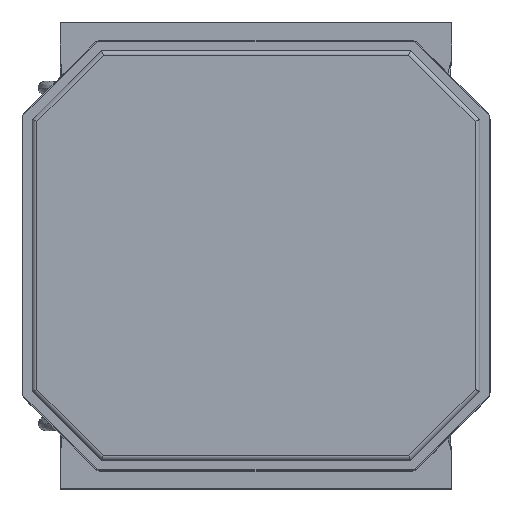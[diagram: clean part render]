
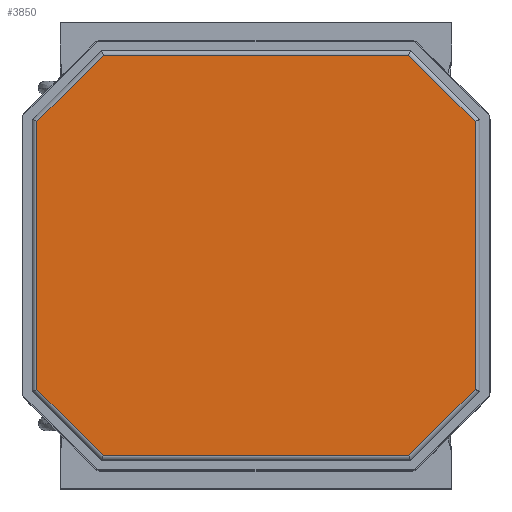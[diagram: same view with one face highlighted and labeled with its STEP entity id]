
A CAD part, top view. The second image highlights one B-rep face of the part: STEP entity #3850.
In plain terms, the highlighted planar face has unit normal (0, 0, 1).
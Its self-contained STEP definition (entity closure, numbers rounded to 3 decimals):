
#3850 = ADVANCED_FACE('',(#3851),#3917,.F.);
#3851 = FACE_BOUND('',#3852,.T.);
#3852 = EDGE_LOOP('',(#3853,#3863,#3871,#3879,#3887,#3895,#3903,#3911));
#3853 = ORIENTED_EDGE('',*,*,#3854,.T.);
#3854 = EDGE_CURVE('',#3855,#3857,#3859,.T.);
#3855 = VERTEX_POINT('',#3856);
#3856 = CARTESIAN_POINT('',(-1.638,-2.15,3.439));
#3857 = VERTEX_POINT('',#3858);
#3858 = CARTESIAN_POINT('',(1.638,-2.15,3.439));
#3859 = LINE('',#3860,#3861);
#3860 = CARTESIAN_POINT('',(1.659,-2.15,3.439));
#3861 = VECTOR('',#3862,1.);
#3862 = DIRECTION('',(1.,0.,0.));
#3863 = ORIENTED_EDGE('',*,*,#3864,.T.);
#3864 = EDGE_CURVE('',#3857,#3865,#3867,.T.);
#3865 = VERTEX_POINT('',#3866);
#3866 = CARTESIAN_POINT('',(2.35,-1.438,
    3.439));
#3867 = LINE('',#3868,#3869);
#3868 = CARTESIAN_POINT('',(2.365,-1.423,
    3.439));
#3869 = VECTOR('',#3870,1.);
#3870 = DIRECTION('',(0.707,0.707,0.)
  );
#3871 = ORIENTED_EDGE('',*,*,#3872,.T.);
#3872 = EDGE_CURVE('',#3865,#3873,#3875,.T.);
#3873 = VERTEX_POINT('',#3874);
#3874 = CARTESIAN_POINT('',(2.35,1.438,3.439
    ));
#3875 = LINE('',#3876,#3877);
#3876 = CARTESIAN_POINT('',(2.35,1.459,3.439
    ));
#3877 = VECTOR('',#3878,1.);
#3878 = DIRECTION('',(0.,1.,0.));
#3879 = ORIENTED_EDGE('',*,*,#3880,.T.);
#3880 = EDGE_CURVE('',#3873,#3881,#3883,.T.);
#3881 = VERTEX_POINT('',#3882);
#3882 = CARTESIAN_POINT('',(1.638,2.15,3.439));
#3883 = LINE('',#3884,#3885);
#3884 = CARTESIAN_POINT('',(1.623,2.165,3.439
    ));
#3885 = VECTOR('',#3886,1.);
#3886 = DIRECTION('',(-0.707,0.707,0.));
#3887 = ORIENTED_EDGE('',*,*,#3888,.T.);
#3888 = EDGE_CURVE('',#3881,#3889,#3891,.T.);
#3889 = VERTEX_POINT('',#3890);
#3890 = CARTESIAN_POINT('',(-1.638,2.15,3.439));
#3891 = LINE('',#3892,#3893);
#3892 = CARTESIAN_POINT('',(-1.659,2.15,3.439));
#3893 = VECTOR('',#3894,1.);
#3894 = DIRECTION('',(-1.,0.,0.));
#3895 = ORIENTED_EDGE('',*,*,#3896,.T.);
#3896 = EDGE_CURVE('',#3889,#3897,#3899,.T.);
#3897 = VERTEX_POINT('',#3898);
#3898 = CARTESIAN_POINT('',(-2.35,1.438,
    3.439));
#3899 = LINE('',#3900,#3901);
#3900 = CARTESIAN_POINT('',(-2.365,1.423,
    3.439));
#3901 = VECTOR('',#3902,1.);
#3902 = DIRECTION('',(-0.707,-0.707,
    0.));
#3903 = ORIENTED_EDGE('',*,*,#3904,.T.);
#3904 = EDGE_CURVE('',#3897,#3905,#3907,.T.);
#3905 = VERTEX_POINT('',#3906);
#3906 = CARTESIAN_POINT('',(-2.35,-1.438,
    3.439));
#3907 = LINE('',#3908,#3909);
#3908 = CARTESIAN_POINT('',(-2.35,-1.459,
    3.439));
#3909 = VECTOR('',#3910,1.);
#3910 = DIRECTION('',(0.,-1.,0.));
#3911 = ORIENTED_EDGE('',*,*,#3912,.T.);
#3912 = EDGE_CURVE('',#3905,#3855,#3913,.T.);
#3913 = LINE('',#3914,#3915);
#3914 = CARTESIAN_POINT('',(-1.623,-2.165,
    3.439));
#3915 = VECTOR('',#3916,1.);
#3916 = DIRECTION('',(0.707,-0.707,0.));
#3917 = PLANE('',#3918);
#3918 = AXIS2_PLACEMENT_3D('',#3919,#3920,#3921);
#3919 = CARTESIAN_POINT('',(2.5,2.3,3.439));
#3920 = DIRECTION('',(0.,0.,-1.));
#3921 = DIRECTION('',(-1.,0.,0.));
